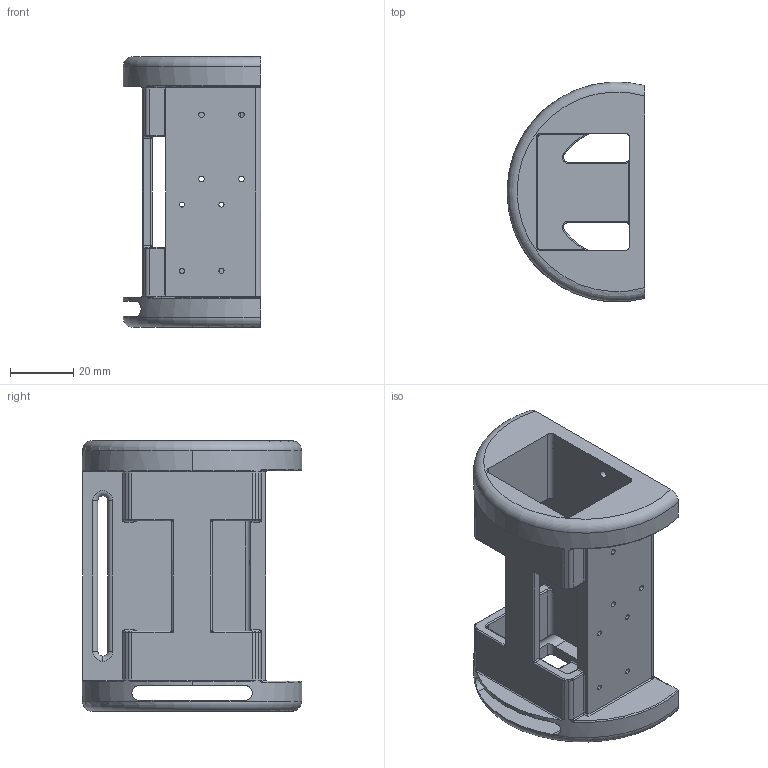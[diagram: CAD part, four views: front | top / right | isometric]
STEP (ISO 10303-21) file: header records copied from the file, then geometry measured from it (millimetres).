
FILE_DESCRIPTION (( 'STEP AP214' ), '1' );
FILE_NAME ('electronics_cage_amputated.STEP', '2024-04-21T22:37:11', ( '' ), ( '' ), 'SwSTEP 2.0', 'SolidWorks 2023', '' );
FILE_SCHEMA (( 'AUTOMOTIVE_DESIGN' ));
Length unit declared in the file: inch
Products named in the file (1): electronics_cage_amputated
Bounding box: 43.65 x 69.46 x 85.72 mm (x, y, z)
Volume: 59754.4 mm3; surface area: 29852.5 mm2
Topology: 1 solids, 1 shells, 247 faces, 658 edges, 379 vertices
Faces by surface type: cylinder 119, torus 58, plane 42, bspline 24, sphere 4
Entity records: 8428 total; most frequent: CARTESIAN_POINT 2405, DIRECTION 1299, ORIENTED_EDGE 1272, EDGE_CURVE 636, AXIS2_PLACEMENT_3D 527, VERTEX_POINT 379, CIRCLE 303, EDGE_LOOP 273
